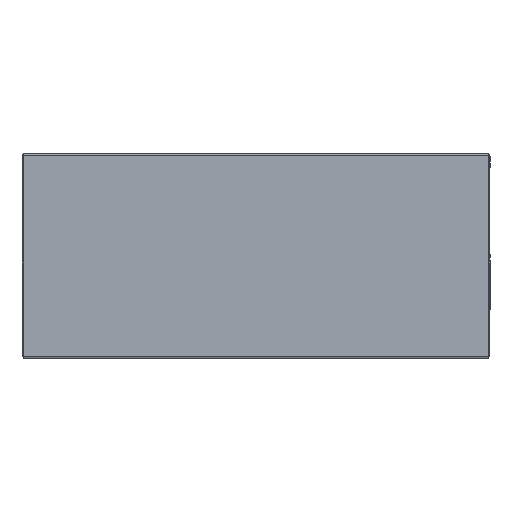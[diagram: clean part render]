
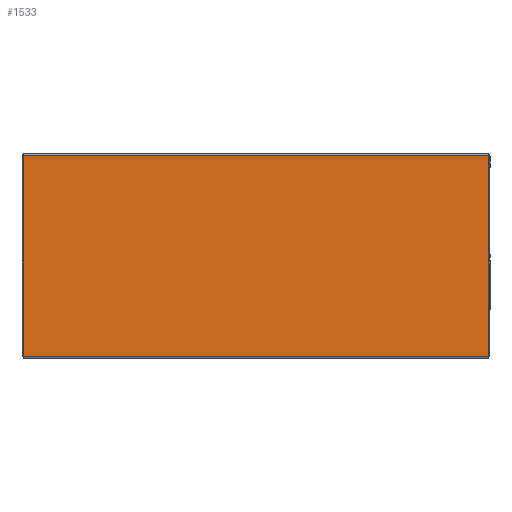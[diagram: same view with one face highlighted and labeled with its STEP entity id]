
A CAD part, top view. The second image highlights one B-rep face of the part: STEP entity #1533.
In plain terms, the highlighted planar face has unit normal (0, 0, 1).
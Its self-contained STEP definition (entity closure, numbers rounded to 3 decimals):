
#114 = DIRECTION ( 'NONE',  ( 0., 1., 0. ) ) ;
#118 = EDGE_CURVE ( 'NONE', #1808, #2108, #1145, .T. ) ;
#160 = ORIENTED_EDGE ( 'NONE', *, *, #1673, .T. ) ;
#212 = CARTESIAN_POINT ( 'NONE',  ( -450.5, -195.5, 0. ) ) ;
#332 = EDGE_CURVE ( 'NONE', #654, #1808, #1591, .T. ) ;
#443 = DIRECTION ( 'NONE',  ( 1., 0., 0. ) ) ;
#517 = DIRECTION ( 'NONE',  ( 0., -1., 0. ) ) ;
#573 = DIRECTION ( 'NONE',  ( 0., 0., 1. ) ) ;
#575 = AXIS2_PLACEMENT_3D ( 'NONE', #1546, #573, #1685 ) ;
#618 = VECTOR ( 'NONE', #114, 1000. ) ;
#654 = VERTEX_POINT ( 'NONE', #1729 ) ;
#719 = PLANE ( 'NONE',  #575 ) ;
#723 = VECTOR ( 'NONE', #443, 1000. ) ;
#843 = ORIENTED_EDGE ( 'NONE', *, *, #332, .T. ) ;
#1037 = ORIENTED_EDGE ( 'NONE', *, *, #118, .T. ) ;
#1065 = DIRECTION ( 'NONE',  ( -1., 0., 0. ) ) ;
#1068 = CARTESIAN_POINT ( 'NONE',  ( 450.5, -195.5, 0. ) ) ;
#1082 = CARTESIAN_POINT ( 'NONE',  ( 450.5, -195.5, 0. ) ) ;
#1103 = ORIENTED_EDGE ( 'NONE', *, *, #2130, .T. ) ;
#1145 = LINE ( 'NONE', #1574, #723 ) ;
#1196 = EDGE_LOOP ( 'NONE', ( #843, #1037, #160, #1103 ) ) ;
#1270 = CARTESIAN_POINT ( 'NONE',  ( -450.5, -195.5, 0. ) ) ;
#1533 = ADVANCED_FACE ( 'NONE', ( #2010 ), #719, .T. ) ;
#1546 = CARTESIAN_POINT ( 'NONE',  ( 0., 0., 0. ) ) ;
#1574 = CARTESIAN_POINT ( 'NONE',  ( 450.5, -195.5, 0. ) ) ;
#1577 = CARTESIAN_POINT ( 'NONE',  ( 450.5, 195.5, 0. ) ) ;
#1591 = LINE ( 'NONE', #212, #1995 ) ;
#1626 = CARTESIAN_POINT ( 'NONE',  ( 450.5, 195.5, 0. ) ) ;
#1673 = EDGE_CURVE ( 'NONE', #2108, #1938, #1985, .T. ) ;
#1685 = DIRECTION ( 'NONE',  ( 1., 0., 0. ) ) ;
#1729 = CARTESIAN_POINT ( 'NONE',  ( -450.5, 195.5, 0. ) ) ;
#1808 = VERTEX_POINT ( 'NONE', #1270 ) ;
#1816 = LINE ( 'NONE', #1577, #2031 ) ;
#1938 = VERTEX_POINT ( 'NONE', #1626 ) ;
#1985 = LINE ( 'NONE', #1068, #618 ) ;
#1995 = VECTOR ( 'NONE', #517, 1000. ) ;
#2010 = FACE_OUTER_BOUND ( 'NONE', #1196, .T. ) ;
#2031 = VECTOR ( 'NONE', #1065, 1000. ) ;
#2108 = VERTEX_POINT ( 'NONE', #1082 ) ;
#2130 = EDGE_CURVE ( 'NONE', #1938, #654, #1816, .T. ) ;
